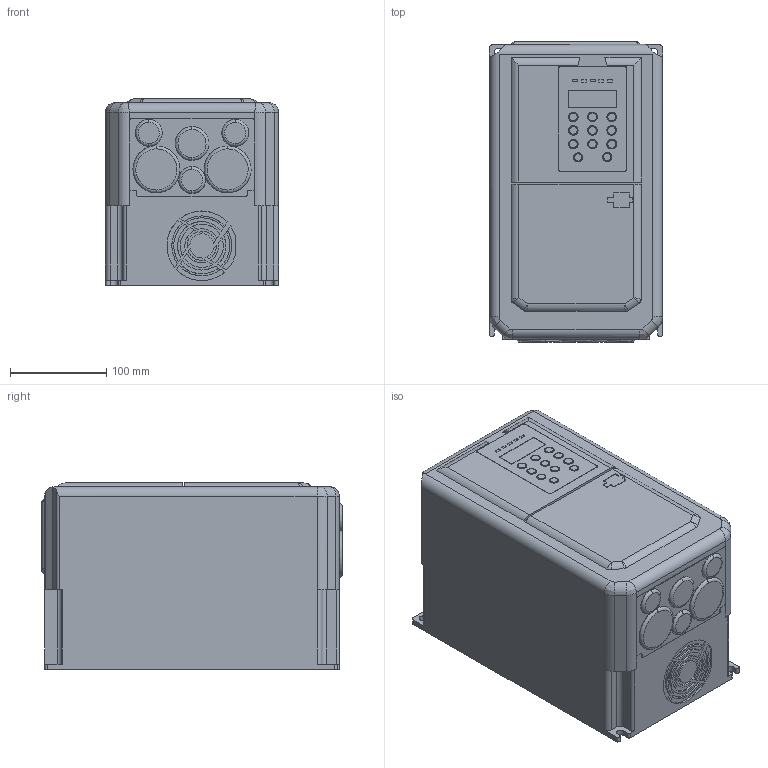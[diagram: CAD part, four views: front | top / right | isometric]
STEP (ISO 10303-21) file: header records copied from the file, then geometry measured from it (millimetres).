
FILE_DESCRIPTION (( 'STEP AP214' ), '1' );
FILE_NAME ('K800-33E075-11TSIP20_Ïðåîáðàçîâàòåëü ÷àñòîòû K800 380Â, 3Ô 7,5-11 kW 18 - 24À ñåðèè ONI.STEP', '2019-02-28T13:57:12', ( '' ), ( '' ), 'SwSTEP 2.0', 'SolidWorks 2014', '' );
FILE_SCHEMA (( 'AUTOMOTIVE_DESIGN' ));
Length unit declared in the file: millimetre
Products named in the file (2): K800-33E075-11TSIP20_Ïðåîáðàçîâàòåëü ÷àñòîòû K800 380Â, 3Ô 7,5-11 kW 18 - 24À ñåðèè ONI
Bounding box: 180 x 312.8 x 195.3 mm (x, y, z)
Volume: 10509748.1 mm3; surface area: 295798.4 mm2
Topology: 1 solids, 1 shells, 373 faces, 955 edges, 622 vertices
Faces by surface type: plane 186, cylinder 141, bspline 46
Entity records: 20574 total; most frequent: CARTESIAN_POINT 8028, ORIENTED_EDGE 1898, DIRECTION 1462, EDGE_CURVE 949, VERTEX_POINT 622, LINE 552, VECTOR 552, AXIS2_PLACEMENT_3D 455
